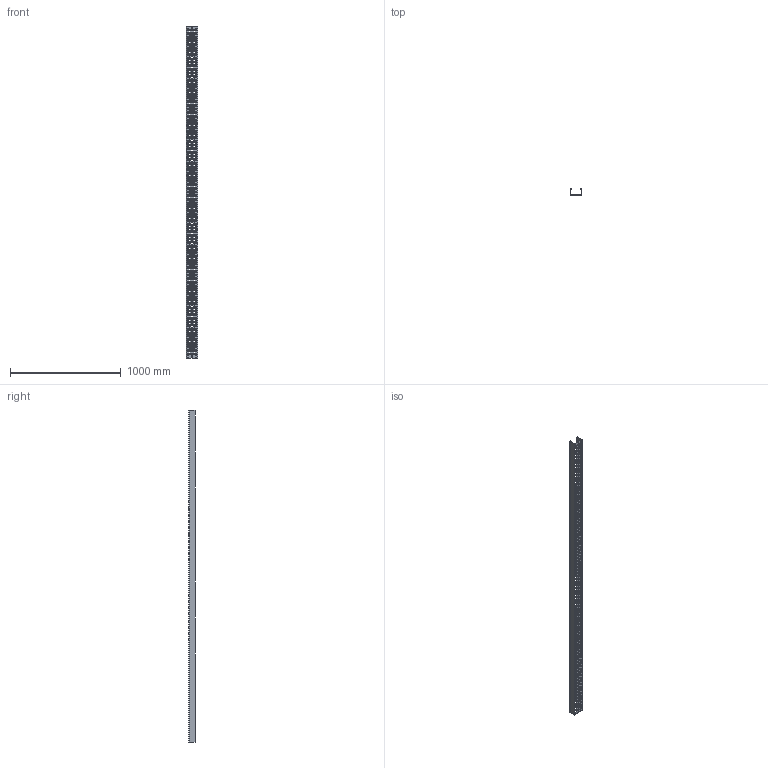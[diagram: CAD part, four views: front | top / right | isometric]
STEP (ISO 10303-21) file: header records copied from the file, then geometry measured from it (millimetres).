
FILE_DESCRIPTION (( 'STEP AP214' ), '1' );
FILE_NAME ('6085016.STEP', '2024-05-30T12:55:25', ( '' ), ( '' ), 'SwSTEP 2.0', 'SolidWorks 2022', '' );
FILE_SCHEMA (( 'AUTOMOTIVE_DESIGN' ));
Length unit declared in the file: millimetre
Products named in the file (1): 6085016
Bounding box: 100 x 60 x 3000 mm (x, y, z)
Volume: 646830.4 mm3; surface area: 1326646.7 mm2
Topology: 1 solids, 1 shells, 1230 faces, 3652 edges, 2424 vertices
Faces by surface type: plane 626, cylinder 604
Entity records: 42694 total; most frequent: DIRECTION 7322, CARTESIAN_POINT 7307, ORIENTED_EDGE 7304, EDGE_CURVE 3652, VECTOR 2444, LINE 2444, AXIS2_PLACEMENT_3D 2439, VERTEX_POINT 2424
